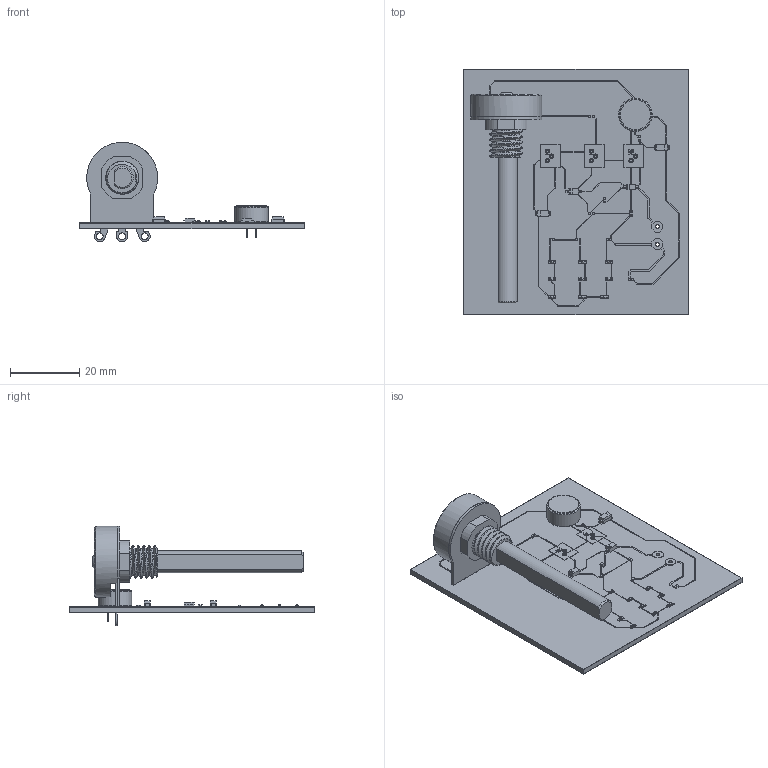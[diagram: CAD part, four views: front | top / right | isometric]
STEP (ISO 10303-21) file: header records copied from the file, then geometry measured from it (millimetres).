
FILE_DESCRIPTION(/* description */ (''),/* implementation_level */ '2;1');
FILE_NAME(/* name */ 'Sound Activated 3D PCB.step',/* time_stamp */ '2025-06-16T23:17:03+05:30',/* author */ (''),/* organization */ (''),/* preprocessor_version */ 'ST-DEVELOPER v20.1',/* originating_system */ 'Autodesk Translation Framework v14.10.0.0',/* authorisation */ '');
FILE_SCHEMA (('AUTOMOTIVE_DESIGN { 1 0 10303 214 3 1 1 }'));
Length unit declared in the file: millimetre
Products named in the file (18): (Unsaved); Board; 1-copper; 16-copper; 1-soldermask; 16-soldermask; Packages; 2N4401T; CMA-4544PF-W; CMA-4544PF-W v2; CAPC1005X60; CAPMP3216X180N; SOD3715X135; LEDC1608X65N_RND-R; Model; RESC1005X40; POT_1623757-2; BATTERY-GENERIC
Assembly tree (36 placements, depth 4):
  (Unsaved)
    Board
    1-copper
    16-copper
    1-soldermask
    16-soldermask
    Packages
      2N4401T  x3
      CMA-4544PF-W
        CMA-4544PF-W v2
      CAPC1005X60  x2
      CAPMP3216X180N  x2
      SOD3715X135  x2
      LEDC1608X65N_RND-R  x9
        Model
      RESC1005X40  x7
      POT_1623757-2
      BATTERY-GENERIC
Bounding box: 64.75 x 70.79 x 28.72 mm (x, y, z)
Volume: 12434.7 mm3; surface area: 32235.6 mm2
Topology: 198 solids, 198 shells, 2749 faces, 6071 edges, 3744 vertices
Faces by surface type: plane 1651, cylinder 784, sphere 297, torus 7, bspline 6, cone 4
Full cylindrical faces by diameter (mm): 0.68 x45, 0.75 x36, 0.8 x11, 0.87 x8, 1.048 x10, 1.118 x8, 1.251 x15, 1.321 x12, 2 x3, 8.7 x1, 9.5 x4, 9.7 x1, 20.4 x1
Entity records: 52839 total; most frequent: CARTESIAN_POINT 11357, DIRECTION 8342, ORIENTED_EDGE 8058, EDGE_CURVE 4029, LINE 3152, VECTOR 3152, VERTEX_POINT 2630, AXIS2_PLACEMENT_3D 2595
